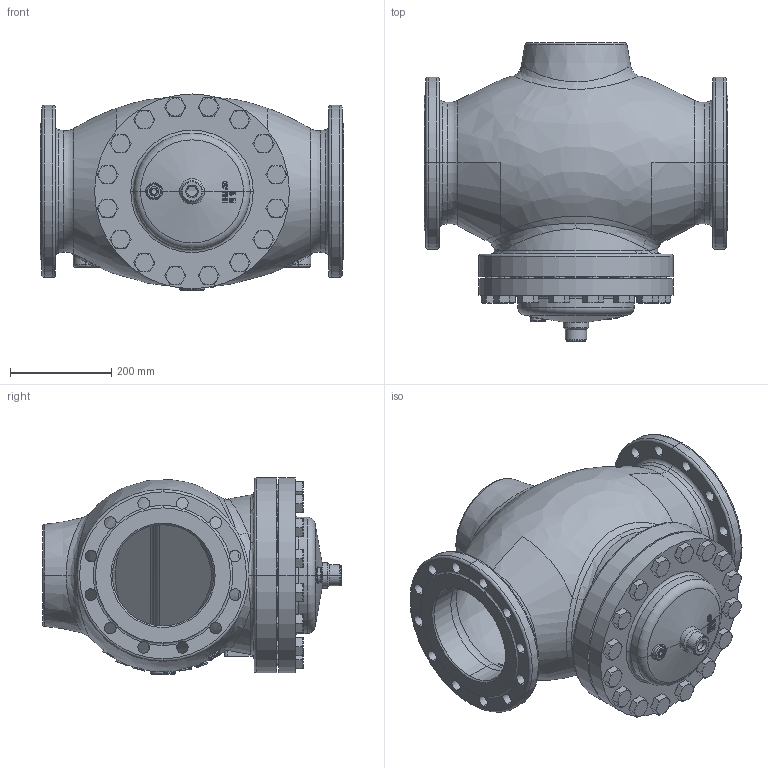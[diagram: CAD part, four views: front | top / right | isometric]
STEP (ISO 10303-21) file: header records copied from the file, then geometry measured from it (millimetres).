
FILE_DESCRIPTION((''),'2;1');
FILE_NAME('065B2399_ASM','2015-03-13T',('u317927'),('Danfoss'),'PRO/ENGINEER BY PARAMETRIC TECHNOLOGY CORPORATION, 2014000','PRO/ENGINEER BY PARAMETRIC TECHNOLOGY CORPORATION, 2014000','');
FILE_SCHEMA(('CONFIG_CONTROL_DESIGN'));
Products named in the file (4): 8507019; 8861019; 5184027; 065B2399_ASM
Assembly tree (18 placements, depth 2):
  065B2399_ASM
    8507019
    8861019
    5184027  x16
Bounding box: 600 x 590.6 x 387.5 mm (x, y, z)
Volume: 25765064.2 mm3; surface area: 2499843.1 mm2
Topology: 18 solids, 56 shells, 1818 faces, 4914 edges, 3193 vertices
Faces by surface type: plane 1134, cylinder 342, cone 176, bspline 86, torus 80
Entity records: 52804 total; most frequent: CARTESIAN_POINT 17961, ORIENTED_EDGE 7996, DIRECTION 6196, EDGE_CURVE 4044, VERTEX_POINT 2653, AXIS2_PLACEMENT_3D 2330, EDGE_LOOP 1555, VECTOR 1536
